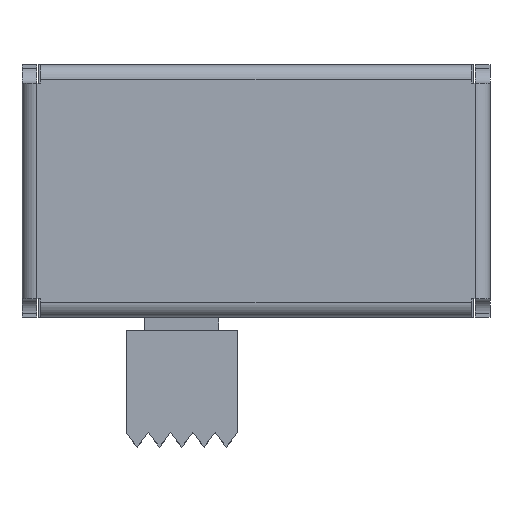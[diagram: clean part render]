
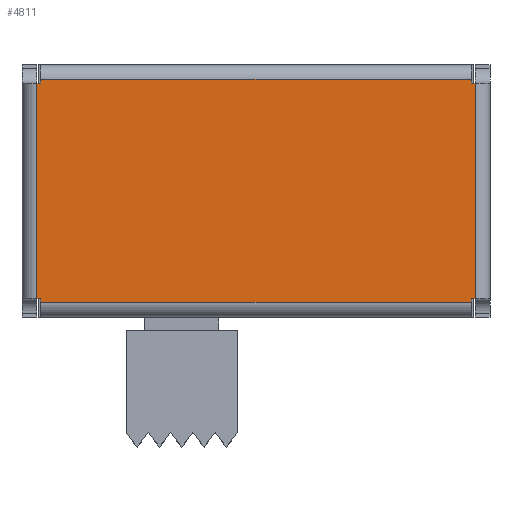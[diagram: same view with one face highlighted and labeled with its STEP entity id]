
A CAD part, top view. The second image highlights one B-rep face of the part: STEP entity #4811.
In plain terms, the highlighted planar face has unit normal (0, 0, 1).
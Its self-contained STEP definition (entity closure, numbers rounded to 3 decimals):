
#364=FACE_OUTER_BOUND('',#629,.T.);
#629=EDGE_LOOP('',(#4047,#4048,#4049,#4050,#4051,#4052,#4053,#4054,#4055,
#4056,#4057,#4058));
#894=LINE('',#6910,#1467);
#1127=LINE('',#7458,#1700);
#1129=LINE('',#7462,#1702);
#1176=LINE('',#7584,#1749);
#1178=LINE('',#7588,#1751);
#1189=LINE('',#7615,#1762);
#1191=LINE('',#7619,#1764);
#1194=LINE('',#7627,#1767);
#1195=LINE('',#7629,#1768);
#1196=LINE('',#7631,#1769);
#1197=LINE('',#7633,#1770);
#1198=LINE('',#7635,#1771);
#1467=VECTOR('',#5528,11.6);
#1700=VECTOR('',#6119,5.8);
#1702=VECTOR('',#6123,0.099);
#1749=VECTOR('',#6244,5.8);
#1751=VECTOR('',#6248,0.099);
#1762=VECTOR('',#6289,11.6);
#1764=VECTOR('',#6293,0.099);
#1767=VECTOR('',#6304,0.099);
#1768=VECTOR('',#6307,0.099);
#1769=VECTOR('',#6310,0.099);
#1770=VECTOR('',#6313,0.099);
#1771=VECTOR('',#6316,0.099);
#1986=VERTEX_POINT('',#6848);
#2007=VERTEX_POINT('',#6907);
#2008=VERTEX_POINT('',#6909);
#2143=VERTEX_POINT('',#7450);
#2144=VERTEX_POINT('',#7454);
#2145=VERTEX_POINT('',#7460);
#2182=VERTEX_POINT('',#7576);
#2183=VERTEX_POINT('',#7580);
#2184=VERTEX_POINT('',#7586);
#2185=VERTEX_POINT('',#7611);
#2186=VERTEX_POINT('',#7617);
#2187=VERTEX_POINT('',#7625);
#2459=EDGE_CURVE('',#2008,#2007,#894,.T.);
#2730=EDGE_CURVE('',#2144,#2143,#1127,.T.);
#2732=EDGE_CURVE('',#2143,#2145,#1129,.T.);
#2793=EDGE_CURVE('',#2182,#2183,#1176,.T.);
#2795=EDGE_CURVE('',#2183,#2184,#1178,.T.);
#2807=EDGE_CURVE('',#2185,#1986,#1189,.T.);
#2809=EDGE_CURVE('',#1986,#2186,#1191,.T.);
#2812=EDGE_CURVE('',#2007,#2187,#1194,.T.);
#2813=EDGE_CURVE('',#2186,#2182,#1195,.T.);
#2814=EDGE_CURVE('',#2145,#2185,#1196,.T.);
#2815=EDGE_CURVE('',#2187,#2144,#1197,.T.);
#2816=EDGE_CURVE('',#2184,#2008,#1198,.T.);
#4047=ORIENTED_EDGE('',*,*,#2730,.T.);
#4048=ORIENTED_EDGE('',*,*,#2732,.T.);
#4049=ORIENTED_EDGE('',*,*,#2814,.T.);
#4050=ORIENTED_EDGE('',*,*,#2807,.T.);
#4051=ORIENTED_EDGE('',*,*,#2809,.T.);
#4052=ORIENTED_EDGE('',*,*,#2813,.T.);
#4053=ORIENTED_EDGE('',*,*,#2793,.T.);
#4054=ORIENTED_EDGE('',*,*,#2795,.T.);
#4055=ORIENTED_EDGE('',*,*,#2816,.T.);
#4056=ORIENTED_EDGE('',*,*,#2459,.T.);
#4057=ORIENTED_EDGE('',*,*,#2812,.T.);
#4058=ORIENTED_EDGE('',*,*,#2815,.T.);
#4340=PLANE('',#5147);
#4811=ADVANCED_FACE('',(#364),#4340,.T.);
#5147=AXIS2_PLACEMENT_3D('',#7636,#6317,#6318);
#5528=DIRECTION('',(1.,0.,0.));
#6119=DIRECTION('',(0.,1.,0.));
#6123=DIRECTION('',(-1.,0.,0.));
#6244=DIRECTION('',(0.,-1.,0.));
#6248=DIRECTION('',(1.,0.,0.));
#6289=DIRECTION('',(-1.,0.,0.));
#6293=DIRECTION('',(0.,-1.,0.));
#6304=DIRECTION('',(0.,1.,0.));
#6307=DIRECTION('',(-1.,0.,0.));
#6310=DIRECTION('',(0.,1.,0.));
#6313=DIRECTION('',(1.,0.,0.));
#6316=DIRECTION('',(0.,-1.,0.));
#6317=DIRECTION('center_axis',(0.,0.,1.));
#6318=DIRECTION('ref_axis',(1.,0.,0.));
#6848=CARTESIAN_POINT('',(-5.8,2.999,0.));
#6907=CARTESIAN_POINT('',(5.8,-2.999,0.));
#6909=CARTESIAN_POINT('',(-5.8,-2.999,0.));
#6910=CARTESIAN_POINT('',(-5.8,-2.999,0.));
#7450=CARTESIAN_POINT('',(5.899,2.9,0.));
#7454=CARTESIAN_POINT('',(5.899,-2.9,0.));
#7458=CARTESIAN_POINT('',(5.899,-2.9,0.));
#7460=CARTESIAN_POINT('',(5.8,2.9,0.));
#7462=CARTESIAN_POINT('',(5.899,2.9,0.));
#7576=CARTESIAN_POINT('',(-5.899,2.9,0.));
#7580=CARTESIAN_POINT('',(-5.899,-2.9,0.));
#7584=CARTESIAN_POINT('',(-5.899,2.9,0.));
#7586=CARTESIAN_POINT('',(-5.8,-2.9,0.));
#7588=CARTESIAN_POINT('',(-5.899,-2.9,0.));
#7611=CARTESIAN_POINT('',(5.8,2.999,0.));
#7615=CARTESIAN_POINT('',(5.8,2.999,0.));
#7617=CARTESIAN_POINT('',(-5.8,2.9,0.));
#7619=CARTESIAN_POINT('',(-5.8,2.999,0.));
#7625=CARTESIAN_POINT('',(5.8,-2.9,0.));
#7627=CARTESIAN_POINT('',(5.8,-2.999,0.));
#7629=CARTESIAN_POINT('',(-5.8,2.9,0.));
#7631=CARTESIAN_POINT('',(5.8,2.9,0.));
#7633=CARTESIAN_POINT('',(5.8,-2.9,0.));
#7635=CARTESIAN_POINT('',(-5.8,-2.9,0.));
#7636=CARTESIAN_POINT('Origin',(0.,0.,0.));
